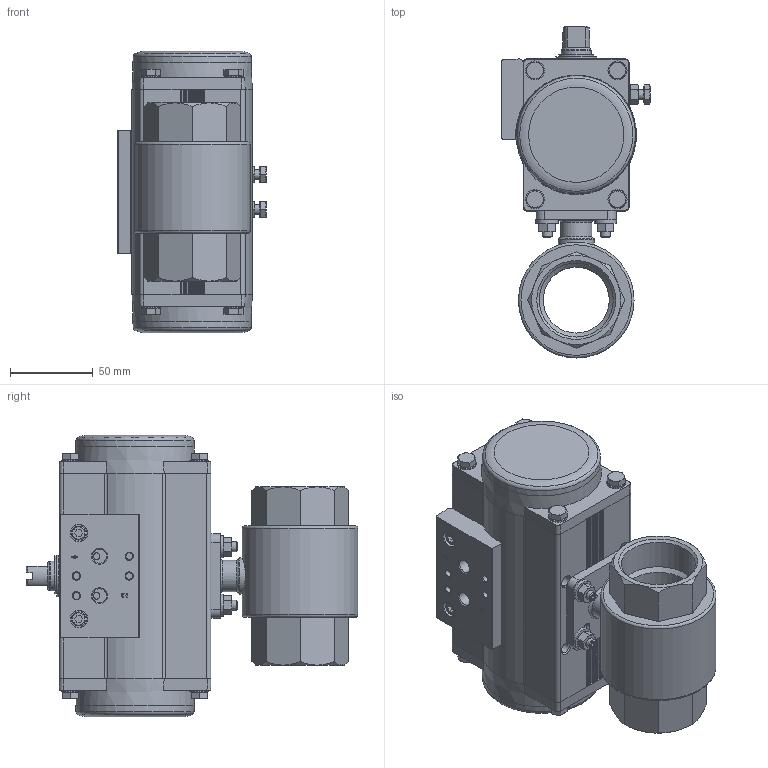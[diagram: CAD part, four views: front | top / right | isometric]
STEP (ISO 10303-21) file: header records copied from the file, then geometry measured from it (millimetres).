
FILE_DESCRIPTION(/* description */ ('STEP AP214'),/* implementation_level */ '2;1');
FILE_NAME(/* name */ '8070248_VZBM-A-11_2-RP-25-D-2-B2-PB40',/* time_stamp */ '2024-09-18T03:18:04+02:00',/* author */ ('License CC BY-ND 4.0'),/* organization */ ('CADENAS'),/* preprocessor_version */ 'ST-DEVELOPER v19.3',/* originating_system */ 'PARTsolutions',/* authorisation */ ' ');
FILE_SCHEMA (('AUTOMOTIVE_DESIGN {1 0 10303 214 3 1 1}'));
Length unit declared in the file: millimetre
Products named in the file (11): 8070248 VZBM-A-11/2-RP-25-D-2-B2-PB40; 4405652 VZBM-11/2-RP-25-D-2-F0305-B2B3; 8042186 DFPD-40-90-RS-F05-------(housing); 8042186 DFPD-40(F05_0)---(shaft); 3637777 SCHEIBE 6.2X12X1.5-1.4301; 3639214 DFPD-40; DIN 934 - M6(F); 8082118 DARQ-R-A-S14-S9-16; 8190047 NL-6-SP-SS; ISO-4026 M6x25; ISO 4032 - M6(F)
Assembly tree (22 placements, depth 2):
  8070248 VZBM-A-11/2-RP-25-D-2-B2-PB40
    4405652 VZBM-11/2-RP-25-D-2-F0305-B2B3
    8042186 DFPD-40-90-RS-F05-------(housing)
    8042186 DFPD-40(F05_0)---(shaft)
    3637777 SCHEIBE 6.2X12X1.5-1.4301  x2
    3639214 DFPD-40  x2
    DIN 934 - M6(F)  x2
    8082118 DARQ-R-A-S14-S9-16
    8190047 NL-6-SP-SS  x4
    ISO-4026 M6x25  x4
    ISO 4032 - M6(F)  x4
Bounding box: 89.7 x 201 x 170.4 mm (x, y, z)
Volume: 1219761.6 mm3; surface area: 150565.2 mm2
Topology: 22 solids, 22 shells, 981 faces, 2260 edges, 1375 vertices
Faces by surface type: plane 479, cone 270, cylinder 192, torus 38, sphere 2
Full cylindrical faces by diameter (mm): 2 x2, 4 x2, 4.134 x8, 4.917 x14, 5.5 x4, 6 x6, 6.2 x2, 6.5 x8, 6.647 x4, 8.5 x2, 8.566 x2, 9 x2, 10 x4, 11.5 x8, 12 x2, 13 x2, 13.5 x4, 18 x3, 19 x1, 19.3 x1, 19.5 x1, 21 x2, 22 x1, 25 x2, 26 x1, 26.5 x2, 27 x2, 35 x1, 40 x1, 44.845 x2
Entity records: 22074 total; most frequent: CARTESIAN_POINT 4573, DIRECTION 3590, ORIENTED_EDGE 3290, EDGE_CURVE 1645, AXIS2_PLACEMENT_3D 1439, VERTEX_POINT 1127, FACE_BOUND 1072, EDGE_LOOP 1056
